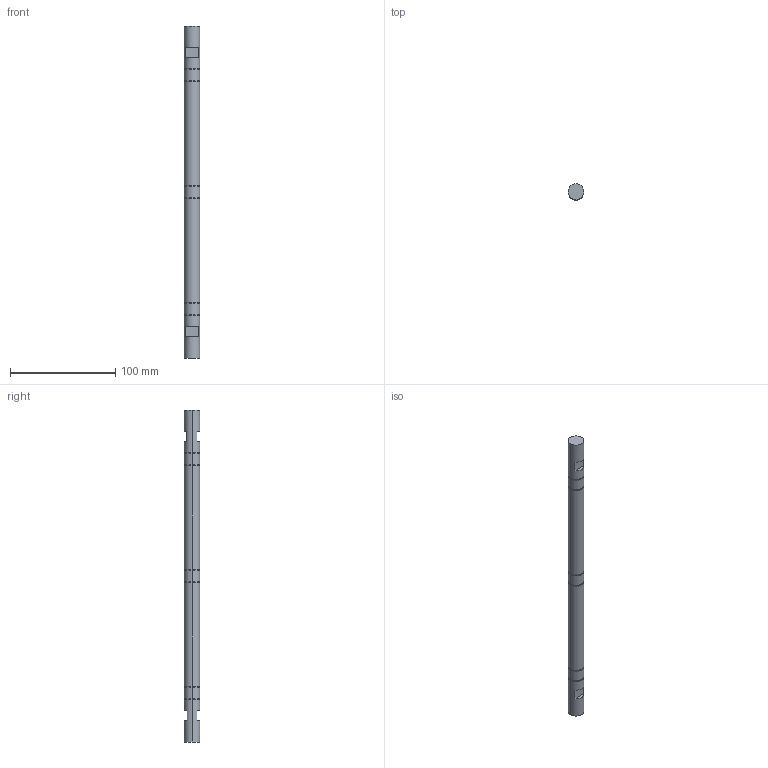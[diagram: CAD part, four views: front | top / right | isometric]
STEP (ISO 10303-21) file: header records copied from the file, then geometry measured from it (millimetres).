
FILE_DESCRIPTION (( 'STEP AP214' ), '1' );
FILE_NAME ('Axe rouleau tapis.STEP', '2019-10-09T09:55:33', ( '' ), ( '' ), 'SwSTEP 2.0', 'SolidWorks 2014', '' );
FILE_SCHEMA (( 'AUTOMOTIVE_DESIGN' ));
Length unit declared in the file: millimetre
Products named in the file (1): Axe rouleau tapis
Bounding box: 15 x 15 x 315 mm (x, y, z)
Volume: 54570.3 mm3; surface area: 15616.6 mm2
Topology: 1 solids, 1 shells, 52 faces, 102 edges, 68 vertices
Faces by surface type: cylinder 26, plane 26
Entity records: 1400 total; most frequent: DIRECTION 268, CARTESIAN_POINT 223, ORIENTED_EDGE 204, AXIS2_PLACEMENT_3D 113, EDGE_CURVE 102, VERTEX_POINT 68, EDGE_LOOP 68, CIRCLE 60
